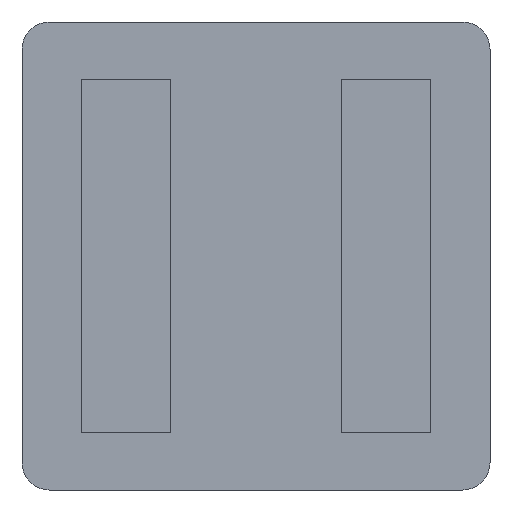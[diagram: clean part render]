
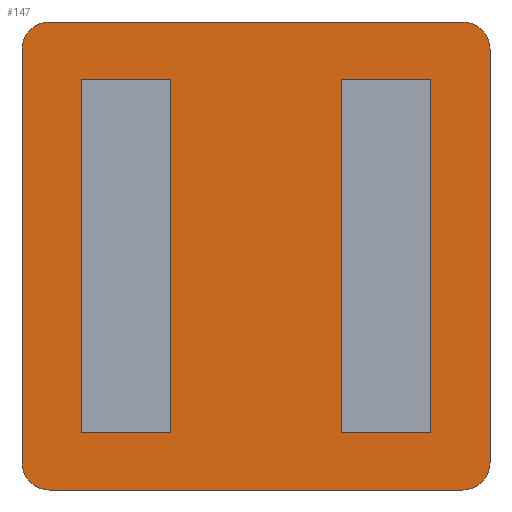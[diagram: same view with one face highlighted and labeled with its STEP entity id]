
A CAD part, front view. The second image highlights one B-rep face of the part: STEP entity #147.
In plain terms, the highlighted planar face has unit normal (0, -1, 0).
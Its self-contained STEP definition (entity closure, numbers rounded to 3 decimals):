
#14 = ORIENTED_EDGE ( 'NONE', *, *, #1249, .F. ) ;
#16 = CARTESIAN_POINT ( 'NONE',  ( 1.9, 0., -2.15 ) ) ;
#26 = ORIENTED_EDGE ( 'NONE', *, *, #764, .T. ) ;
#27 = VECTOR ( 'NONE', #2249, 1000. ) ;
#47 = CARTESIAN_POINT ( 'NONE',  ( -1.605, 0., 1.625 ) ) ;
#70 = ORIENTED_EDGE ( 'NONE', *, *, #1093, .T. ) ;
#79 = CARTESIAN_POINT ( 'NONE',  ( -2.15, 0., 2.15 ) ) ;
#85 = LINE ( 'NONE', #114, #2672 ) ;
#114 = CARTESIAN_POINT ( 'NONE',  ( -2.15, 0., -2.15 ) ) ;
#124 = VECTOR ( 'NONE', #1823, 1000. ) ;
#143 = DIRECTION ( 'NONE',  ( 1., 0., 0. ) ) ;
#147 = ADVANCED_FACE ( 'NONE', ( #1022, #404, #2073 ), #1033, .F. ) ;
#159 = VERTEX_POINT ( 'NONE', #1888 ) ;
#175 = EDGE_LOOP ( 'NONE', ( #2354, #26, #268, #1038, #1250, #357, #2257, #70 ) ) ;
#202 = DIRECTION ( 'NONE',  ( 0., 0., 1. ) ) ;
#224 = CARTESIAN_POINT ( 'NONE',  ( -2.15, 0., 1.9 ) ) ;
#240 = VERTEX_POINT ( 'NONE', #224 ) ;
#252 = CARTESIAN_POINT ( 'NONE',  ( 0.785, 0., 1.625 ) ) ;
#255 = AXIS2_PLACEMENT_3D ( 'NONE', #2334, #1484, #2349 ) ;
#258 = AXIS2_PLACEMENT_3D ( 'NONE', #2684, #2503, #2726 ) ;
#267 = EDGE_CURVE ( 'NONE', #794, #1741, #1999, .T. ) ;
#268 = ORIENTED_EDGE ( 'NONE', *, *, #1311, .F. ) ;
#319 = EDGE_LOOP ( 'NONE', ( #2752, #600, #2244, #2387 ) ) ;
#324 = CARTESIAN_POINT ( 'NONE',  ( 2.15, 0., -2.15 ) ) ;
#345 = LINE ( 'NONE', #1198, #2042 ) ;
#351 = EDGE_CURVE ( 'NONE', #1729, #1867, #345, .T. ) ;
#354 = VECTOR ( 'NONE', #898, 1000. ) ;
#357 = ORIENTED_EDGE ( 'NONE', *, *, #866, .T. ) ;
#403 = CARTESIAN_POINT ( 'NONE',  ( 1.9, 0., -1.9 ) ) ;
#404 = FACE_BOUND ( 'NONE', #319, .T. ) ;
#422 = ORIENTED_EDGE ( 'NONE', *, *, #1310, .F. ) ;
#438 = EDGE_LOOP ( 'NONE', ( #638, #14, #694, #422 ) ) ;
#441 = LINE ( 'NONE', #1714, #1831 ) ;
#514 = DIRECTION ( 'NONE',  ( 1., 0., 0. ) ) ;
#539 = CARTESIAN_POINT ( 'NONE',  ( -1.605, 0., -1.625 ) ) ;
#549 = VERTEX_POINT ( 'NONE', #2024 ) ;
#590 = DIRECTION ( 'NONE',  ( 0., 0., 1. ) ) ;
#592 = CARTESIAN_POINT ( 'NONE',  ( -1.9, 0., 2.15 ) ) ;
#600 = ORIENTED_EDGE ( 'NONE', *, *, #2175, .F. ) ;
#638 = ORIENTED_EDGE ( 'NONE', *, *, #2753, .F. ) ;
#694 = ORIENTED_EDGE ( 'NONE', *, *, #351, .F. ) ;
#724 = DIRECTION ( 'NONE',  ( -1., 0., 0. ) ) ;
#764 = EDGE_CURVE ( 'NONE', #1210, #975, #2567, .T. ) ;
#794 = VERTEX_POINT ( 'NONE', #592 ) ;
#801 = CARTESIAN_POINT ( 'NONE',  ( -2.15, 0., -2.15 ) ) ;
#802 = DIRECTION ( 'NONE',  ( 0., -1., 0. ) ) ;
#866 = EDGE_CURVE ( 'NONE', #895, #1741, #1449, .T. ) ;
#895 = VERTEX_POINT ( 'NONE', #1947 ) ;
#898 = DIRECTION ( 'NONE',  ( -1., 0., 0. ) ) ;
#907 = CARTESIAN_POINT ( 'NONE',  ( 1.605, 0., 1.625 ) ) ;
#929 = DIRECTION ( 'NONE',  ( 0., 0., -1. ) ) ;
#957 = LINE ( 'NONE', #2199, #124 ) ;
#975 = VERTEX_POINT ( 'NONE', #2241 ) ;
#1008 = EDGE_CURVE ( 'NONE', #1666, #1880, #957, .T. ) ;
#1010 = VECTOR ( 'NONE', #2628, 1000. ) ;
#1013 = VERTEX_POINT ( 'NONE', #2467 ) ;
#1022 = FACE_OUTER_BOUND ( 'NONE', #175, .T. ) ;
#1033 = PLANE ( 'NONE',  #2441 ) ;
#1038 = ORIENTED_EDGE ( 'NONE', *, *, #1925, .T. ) ;
#1093 = EDGE_CURVE ( 'NONE', #794, #240, #1822, .T. ) ;
#1094 = EDGE_CURVE ( 'NONE', #1880, #2094, #1442, .T. ) ;
#1106 = VECTOR ( 'NONE', #929, 1000. ) ;
#1198 = CARTESIAN_POINT ( 'NONE',  ( -1.605, 0., -1.625 ) ) ;
#1210 = VERTEX_POINT ( 'NONE', #2116 ) ;
#1249 = EDGE_CURVE ( 'NONE', #1867, #1013, #2463, .T. ) ;
#1250 = ORIENTED_EDGE ( 'NONE', *, *, #1812, .F. ) ;
#1310 = EDGE_CURVE ( 'NONE', #549, #1729, #2733, .T. ) ;
#1311 = EDGE_CURVE ( 'NONE', #2181, #975, #2043, .T. ) ;
#1315 = VECTOR ( 'NONE', #143, 1000. ) ;
#1328 = LINE ( 'NONE', #47, #354 ) ;
#1357 = AXIS2_PLACEMENT_3D ( 'NONE', #2291, #2724, #1900 ) ;
#1420 = CARTESIAN_POINT ( 'NONE',  ( 2.15, 0., -1.9 ) ) ;
#1431 = EDGE_CURVE ( 'NONE', #159, #1666, #1997, .T. ) ;
#1442 = LINE ( 'NONE', #2063, #1315 ) ;
#1449 = CIRCLE ( 'NONE', #255, 0.25 ) ;
#1469 = DIRECTION ( 'NONE',  ( 1., 0., 0. ) ) ;
#1484 = DIRECTION ( 'NONE',  ( 0., -1., 0. ) ) ;
#1600 = CIRCLE ( 'NONE', #2451, 0.25 ) ;
#1610 = CARTESIAN_POINT ( 'NONE',  ( 0.785, 0., -1.625 ) ) ;
#1663 = CARTESIAN_POINT ( 'NONE',  ( 2.15, 0., 2.15 ) ) ;
#1666 = VERTEX_POINT ( 'NONE', #252 ) ;
#1714 = CARTESIAN_POINT ( 'NONE',  ( 1.605, 0., -1.625 ) ) ;
#1729 = VERTEX_POINT ( 'NONE', #2124 ) ;
#1741 = VERTEX_POINT ( 'NONE', #1973 ) ;
#1812 = EDGE_CURVE ( 'NONE', #895, #2515, #2207, .T. ) ;
#1822 = CIRCLE ( 'NONE', #258, 0.25 ) ;
#1823 = DIRECTION ( 'NONE',  ( 0., 0., -1. ) ) ;
#1825 = VECTOR ( 'NONE', #724, 1000. ) ;
#1831 = VECTOR ( 'NONE', #202, 1000. ) ;
#1835 = DIRECTION ( 'NONE',  ( -1., 0., 0. ) ) ;
#1867 = VERTEX_POINT ( 'NONE', #2435 ) ;
#1880 = VERTEX_POINT ( 'NONE', #1610 ) ;
#1888 = CARTESIAN_POINT ( 'NONE',  ( 1.605, 0., 1.625 ) ) ;
#1900 = DIRECTION ( 'NONE',  ( 0., 0., 1. ) ) ;
#1925 = EDGE_CURVE ( 'NONE', #2181, #2515, #1600, .T. ) ;
#1947 = CARTESIAN_POINT ( 'NONE',  ( 2.15, 0., 1.9 ) ) ;
#1973 = CARTESIAN_POINT ( 'NONE',  ( 1.9, 0., 2.15 ) ) ;
#1997 = LINE ( 'NONE', #907, #1825 ) ;
#1999 = LINE ( 'NONE', #79, #2040 ) ;
#2024 = CARTESIAN_POINT ( 'NONE',  ( -1.605, 0., 1.625 ) ) ;
#2040 = VECTOR ( 'NONE', #514, 1000. ) ;
#2042 = VECTOR ( 'NONE', #2288, 1000. ) ;
#2043 = LINE ( 'NONE', #801, #2307 ) ;
#2063 = CARTESIAN_POINT ( 'NONE',  ( 1.605, 0., -1.625 ) ) ;
#2073 = FACE_BOUND ( 'NONE', #438, .T. ) ;
#2094 = VERTEX_POINT ( 'NONE', #2326 ) ;
#2116 = CARTESIAN_POINT ( 'NONE',  ( -2.15, 0., -1.9 ) ) ;
#2124 = CARTESIAN_POINT ( 'NONE',  ( -1.605, 0., -1.625 ) ) ;
#2175 = EDGE_CURVE ( 'NONE', #2094, #159, #441, .T. ) ;
#2181 = VERTEX_POINT ( 'NONE', #16 ) ;
#2199 = CARTESIAN_POINT ( 'NONE',  ( 0.785, 0., 1.625 ) ) ;
#2207 = LINE ( 'NONE', #324, #1106 ) ;
#2241 = CARTESIAN_POINT ( 'NONE',  ( -1.9, 0., -2.15 ) ) ;
#2244 = ORIENTED_EDGE ( 'NONE', *, *, #1094, .F. ) ;
#2249 = DIRECTION ( 'NONE',  ( 0., 0., -1. ) ) ;
#2257 = ORIENTED_EDGE ( 'NONE', *, *, #267, .F. ) ;
#2288 = DIRECTION ( 'NONE',  ( 1., 0., 0. ) ) ;
#2291 = CARTESIAN_POINT ( 'NONE',  ( -1.9, 0., -1.9 ) ) ;
#2307 = VECTOR ( 'NONE', #1835, 1000. ) ;
#2325 = EDGE_CURVE ( 'NONE', #1210, #240, #85, .T. ) ;
#2326 = CARTESIAN_POINT ( 'NONE',  ( 1.605, 0., -1.625 ) ) ;
#2334 = CARTESIAN_POINT ( 'NONE',  ( 1.9, 0., 1.9 ) ) ;
#2349 = DIRECTION ( 'NONE',  ( 0., 0., 1. ) ) ;
#2354 = ORIENTED_EDGE ( 'NONE', *, *, #2325, .F. ) ;
#2387 = ORIENTED_EDGE ( 'NONE', *, *, #1008, .F. ) ;
#2435 = CARTESIAN_POINT ( 'NONE',  ( -0.785, 0., -1.625 ) ) ;
#2441 = AXIS2_PLACEMENT_3D ( 'NONE', #1663, #2693, #1469 ) ;
#2447 = CARTESIAN_POINT ( 'NONE',  ( -0.785, 0., 1.625 ) ) ;
#2451 = AXIS2_PLACEMENT_3D ( 'NONE', #403, #802, #590 ) ;
#2463 = LINE ( 'NONE', #2447, #1010 ) ;
#2467 = CARTESIAN_POINT ( 'NONE',  ( -0.785, 0., 1.625 ) ) ;
#2503 = DIRECTION ( 'NONE',  ( 0., -1., 0. ) ) ;
#2515 = VERTEX_POINT ( 'NONE', #1420 ) ;
#2567 = CIRCLE ( 'NONE', #1357, 0.25 ) ;
#2628 = DIRECTION ( 'NONE',  ( 0., 0., 1. ) ) ;
#2644 = DIRECTION ( 'NONE',  ( 0., 0., 1. ) ) ;
#2672 = VECTOR ( 'NONE', #2644, 1000. ) ;
#2684 = CARTESIAN_POINT ( 'NONE',  ( -1.9, 0., 1.9 ) ) ;
#2693 = DIRECTION ( 'NONE',  ( 0., 1., 0. ) ) ;
#2724 = DIRECTION ( 'NONE',  ( 0., -1., 0. ) ) ;
#2726 = DIRECTION ( 'NONE',  ( 0., 0., 1. ) ) ;
#2733 = LINE ( 'NONE', #539, #27 ) ;
#2752 = ORIENTED_EDGE ( 'NONE', *, *, #1431, .F. ) ;
#2753 = EDGE_CURVE ( 'NONE', #1013, #549, #1328, .T. ) ;
